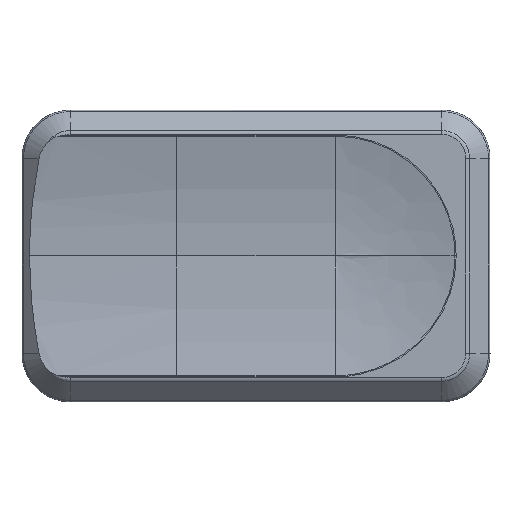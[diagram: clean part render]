
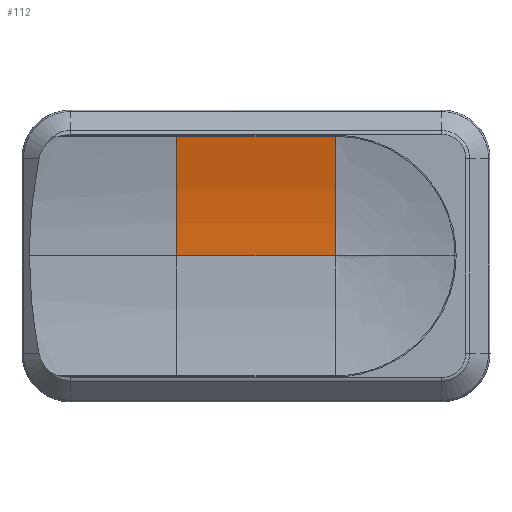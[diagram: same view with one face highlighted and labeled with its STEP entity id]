
A CAD part, top view. The second image highlights one B-rep face of the part: STEP entity #112.
In plain terms, the highlighted free-form (B-spline) face has degree [2, 1] with [3, 2] control points.
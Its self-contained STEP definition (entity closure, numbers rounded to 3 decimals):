
#112=ADVANCED_FACE('',(#206),#1331,.T.);
#206=FACE_OUTER_BOUND('',#303,.T.);
#303=EDGE_LOOP('',(#691,#692,#693,#694));
#691=ORIENTED_EDGE('',*,*,#924,.T.);
#692=ORIENTED_EDGE('',*,*,#940,.F.);
#693=ORIENTED_EDGE('',*,*,#931,.F.);
#694=ORIENTED_EDGE('',*,*,#939,.F.);
#924=EDGE_CURVE('',#1274,#1272,#1057,.T.);
#931=EDGE_CURVE('',#1278,#1277,#1062,.T.);
#939=EDGE_CURVE('',#1274,#1278,#1070,.T.);
#940=EDGE_CURVE('',#1277,#1272,#1071,.T.);
#1057=(
BOUNDED_CURVE()
B_SPLINE_CURVE(2,(#2722,#2723,#2724),.UNSPECIFIED.,.F.,.F.)
B_SPLINE_CURVE_WITH_KNOTS((3,3),(0.092,7.517),
 .UNSPECIFIED.)
CURVE()
GEOMETRIC_REPRESENTATION_ITEM()
RATIONAL_B_SPLINE_CURVE((1.,1.,1.))
REPRESENTATION_ITEM('')
);
#1062=(
BOUNDED_CURVE()
B_SPLINE_CURVE(2,(#2750,#2751,#2752),.UNSPECIFIED.,.F.,.F.)
B_SPLINE_CURVE_WITH_KNOTS((3,3),(0.092,7.517),
 .UNSPECIFIED.)
CURVE()
GEOMETRIC_REPRESENTATION_ITEM()
RATIONAL_B_SPLINE_CURVE((1.,1.,1.))
REPRESENTATION_ITEM('')
);
#1070=(
BOUNDED_CURVE()
B_SPLINE_CURVE(1,(#2774,#2775),.UNSPECIFIED.,.F.,.F.)
B_SPLINE_CURVE_WITH_KNOTS((2,2),(0.,1.),.UNSPECIFIED.)
CURVE()
GEOMETRIC_REPRESENTATION_ITEM()
RATIONAL_B_SPLINE_CURVE((1.,1.))
REPRESENTATION_ITEM('')
);
#1071=(
BOUNDED_CURVE()
B_SPLINE_CURVE(1,(#2776,#2777),.UNSPECIFIED.,.F.,.F.)
B_SPLINE_CURVE_WITH_KNOTS((2,2),(-1.,0.),.UNSPECIFIED.)
CURVE()
GEOMETRIC_REPRESENTATION_ITEM()
RATIONAL_B_SPLINE_CURVE((1.,1.))
REPRESENTATION_ITEM('')
);
#1272=VERTEX_POINT('',#2045);
#1274=VERTEX_POINT('',#2047);
#1277=VERTEX_POINT('',#2050);
#1278=VERTEX_POINT('',#2051);
#1331=(
BOUNDED_SURFACE()
B_SPLINE_SURFACE(2,1,((#1912,#1913),(#1914,#1915),(#1916,#1917)),
 .UNSPECIFIED.,.F.,.F.,.F.)
B_SPLINE_SURFACE_WITH_KNOTS((3,3),(2,2),(0.092,7.517),
(0.,1.),.UNSPECIFIED.)
GEOMETRIC_REPRESENTATION_ITEM()
RATIONAL_B_SPLINE_SURFACE(((1.,1.),(1.,1.),(1.,1.)))
REPRESENTATION_ITEM('')
SURFACE()
);
#1912=CARTESIAN_POINT('',(-20.704,-60.981,9.442));
#1913=CARTESIAN_POINT('',(-11.704,-60.981,9.442));
#1914=CARTESIAN_POINT('',(-20.704,-64.376,8.624));
#1915=CARTESIAN_POINT('',(-11.704,-64.376,8.624));
#1916=CARTESIAN_POINT('',(-20.704,-67.772,8.624));
#1917=CARTESIAN_POINT('',(-11.704,-67.772,8.624));
#2045=CARTESIAN_POINT('',(-20.704,-67.772,8.624));
#2047=CARTESIAN_POINT('',(-20.704,-60.981,9.442));
#2050=CARTESIAN_POINT('',(-11.704,-67.772,8.624));
#2051=CARTESIAN_POINT('',(-11.704,-60.981,9.442));
#2722=CARTESIAN_POINT('',(-20.704,-60.981,9.442));
#2723=CARTESIAN_POINT('',(-20.704,-64.376,8.624));
#2724=CARTESIAN_POINT('',(-20.704,-67.772,8.624));
#2750=CARTESIAN_POINT('',(-11.704,-60.981,9.442));
#2751=CARTESIAN_POINT('',(-11.704,-64.376,8.624));
#2752=CARTESIAN_POINT('',(-11.704,-67.772,8.624));
#2774=CARTESIAN_POINT('',(-20.704,-60.981,9.442));
#2775=CARTESIAN_POINT('',(-11.704,-60.981,9.442));
#2776=CARTESIAN_POINT('',(-11.704,-67.772,8.624));
#2777=CARTESIAN_POINT('',(-20.704,-67.772,8.624));
